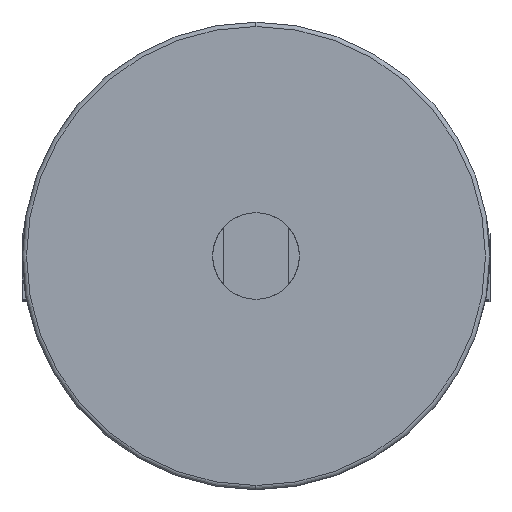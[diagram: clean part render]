
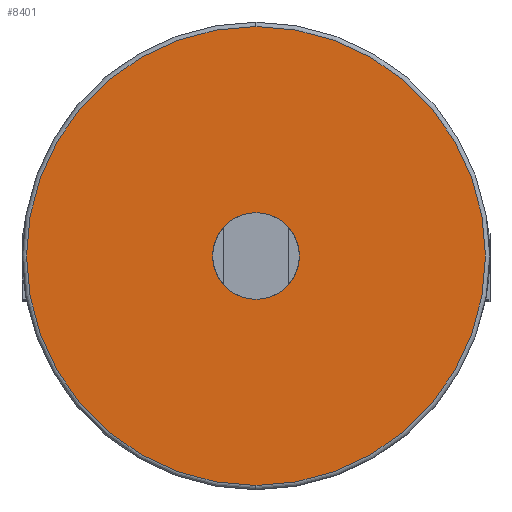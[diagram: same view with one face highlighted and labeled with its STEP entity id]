
A CAD part, left-side view. The second image highlights one B-rep face of the part: STEP entity #8401.
In plain terms, the highlighted planar face has unit normal (-1, 0, 0).
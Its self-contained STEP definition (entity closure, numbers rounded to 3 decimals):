
#94 = CARTESIAN_POINT ( 'NONE',  ( -375., 0., -10. ) ) ;
#792 = CARTESIAN_POINT ( 'NONE',  ( -375., 0., -53. ) ) ;
#1039 = PLANE ( 'NONE',  #13510 ) ;
#1104 = CARTESIAN_POINT ( 'NONE',  ( -375., 0., 10. ) ) ;
#1249 = EDGE_CURVE ( 'NONE', #14948, #3880, #2377, .T. ) ;
#1250 = CIRCLE ( 'NONE', #3434, 53. ) ;
#1414 = DIRECTION ( 'NONE',  ( -1., 0., 0. ) ) ;
#1618 = AXIS2_PLACEMENT_3D ( 'NONE', #2999, #11154, #4183 ) ;
#1727 = ORIENTED_EDGE ( 'NONE', *, *, #1249, .F. ) ;
#1932 = EDGE_CURVE ( 'NONE', #4049, #13685, #1250, .T. ) ;
#2069 = FACE_OUTER_BOUND ( 'NONE', #12806, .T. ) ;
#2137 = DIRECTION ( 'NONE',  ( -1., 0., 0. ) ) ;
#2225 = ORIENTED_EDGE ( 'NONE', *, *, #10593, .F. ) ;
#2377 = CIRCLE ( 'NONE', #10289, 10. ) ;
#2435 = FACE_BOUND ( 'NONE', #10696, .T. ) ;
#2999 = CARTESIAN_POINT ( 'NONE',  ( -375., 0., 0. ) ) ;
#3434 = AXIS2_PLACEMENT_3D ( 'NONE', #8430, #1414, #9626 ) ;
#3880 = VERTEX_POINT ( 'NONE', #94 ) ;
#4049 = VERTEX_POINT ( 'NONE', #13531 ) ;
#4183 = DIRECTION ( 'NONE',  ( 0., 0., 1. ) ) ;
#4712 = CARTESIAN_POINT ( 'NONE',  ( -375., 54., 0. ) ) ;
#5506 = CIRCLE ( 'NONE', #6120, 10. ) ;
#6120 = AXIS2_PLACEMENT_3D ( 'NONE', #9149, #2137, #10324 ) ;
#8220 = DIRECTION ( 'NONE',  ( 0., 0., 1. ) ) ;
#8401 = ADVANCED_FACE ( 'NONE', ( #2069, #2435 ), #1039, .T. ) ;
#8430 = CARTESIAN_POINT ( 'NONE',  ( -375., 0., 0. ) ) ;
#9149 = CARTESIAN_POINT ( 'NONE',  ( -375., 0., 0. ) ) ;
#9626 = DIRECTION ( 'NONE',  ( 0., 0., 1. ) ) ;
#10007 = CARTESIAN_POINT ( 'NONE',  ( -375., 0., 0. ) ) ;
#10016 = DIRECTION ( 'NONE',  ( -1., 0., 0. ) ) ;
#10198 = DIRECTION ( 'NONE',  ( 0., 0., 1. ) ) ;
#10289 = AXIS2_PLACEMENT_3D ( 'NONE', #10007, #10016, #10198 ) ;
#10324 = DIRECTION ( 'NONE',  ( 0., 0., 1. ) ) ;
#10593 = EDGE_CURVE ( 'NONE', #3880, #14948, #5506, .T. ) ;
#10696 = EDGE_LOOP ( 'NONE', ( #2225, #1727 ) ) ;
#11154 = DIRECTION ( 'NONE',  ( -1., 0., 0. ) ) ;
#11356 = EDGE_CURVE ( 'NONE', #13685, #4049, #13832, .T. ) ;
#11569 = ORIENTED_EDGE ( 'NONE', *, *, #11356, .T. ) ;
#12652 = ORIENTED_EDGE ( 'NONE', *, *, #1932, .T. ) ;
#12806 = EDGE_LOOP ( 'NONE', ( #12652, #11569 ) ) ;
#13510 = AXIS2_PLACEMENT_3D ( 'NONE', #4712, #15121, #8220 ) ;
#13531 = CARTESIAN_POINT ( 'NONE',  ( -375., 0., 53. ) ) ;
#13685 = VERTEX_POINT ( 'NONE', #792 ) ;
#13832 = CIRCLE ( 'NONE', #1618, 53. ) ;
#14948 = VERTEX_POINT ( 'NONE', #1104 ) ;
#15121 = DIRECTION ( 'NONE',  ( -1., 0., 0. ) ) ;
